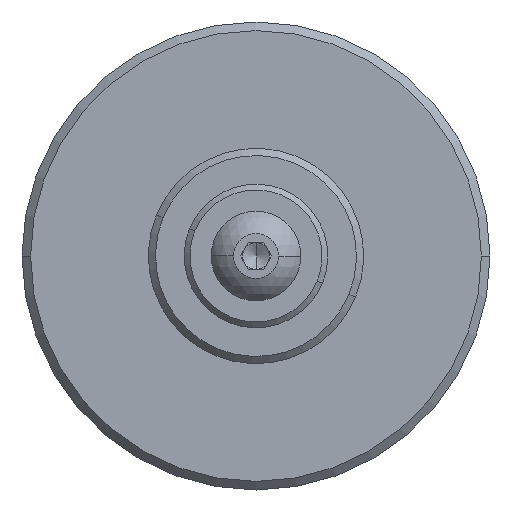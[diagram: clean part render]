
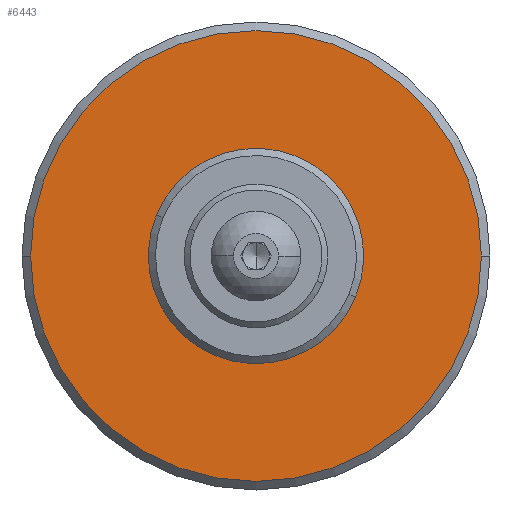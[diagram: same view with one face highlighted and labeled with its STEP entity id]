
A CAD part, left-side view. The second image highlights one B-rep face of the part: STEP entity #6443.
In plain terms, the highlighted planar face has unit normal (-1, 0, 0).
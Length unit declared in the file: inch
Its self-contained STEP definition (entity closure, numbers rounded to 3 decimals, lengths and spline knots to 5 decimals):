
#6350 = VERTEX_POINT ( 'NONE', #8943 ) ;
#6360 = EDGE_CURVE ( 'NONE', #6350, #6509, #8833, .T. ) ;
#6373 = EDGE_CURVE ( 'NONE', #7779, #6350, #8825, .T. ) ;
#6412 = EDGE_LOOP ( 'NONE', ( #6444, #6416, #6415, #6414, #6421, #6420 ) ) ;
#6413 = ORIENTED_EDGE ( 'NONE', *, *, #7630, .T. ) ;
#6414 = ORIENTED_EDGE ( 'NONE', *, *, #6417, .T. ) ;
#6415 = ORIENTED_EDGE ( 'NONE', *, *, #7615, .T. ) ;
#6416 = ORIENTED_EDGE ( 'NONE', *, *, #7792, .T. ) ;
#6417 = EDGE_CURVE ( 'NONE', #7741, #6446, #8743, .T. ) ;
#6420 = ORIENTED_EDGE ( 'NONE', *, *, #6360, .F. ) ;
#6421 = ORIENTED_EDGE ( 'NONE', *, *, #6493, .F. ) ;
#6435 = EDGE_LOOP ( 'NONE', ( #6445, #6413 ) ) ;
#6443 = ADVANCED_FACE ( 'NONE', ( #9210, #9208 ), #9204, .F. ) ;
#6444 = ORIENTED_EDGE ( 'NONE', *, *, #6373, .F. ) ;
#6445 = ORIENTED_EDGE ( 'NONE', *, *, #6494, .T. ) ;
#6446 = VERTEX_POINT ( 'NONE', #9202 ) ;
#6493 = EDGE_CURVE ( 'NONE', #6509, #6446, #9006, .T. ) ;
#6494 = EDGE_CURVE ( 'NONE', #7632, #7631, #9018, .T. ) ;
#6509 = VERTEX_POINT ( 'NONE', #9021 ) ;
#7615 = EDGE_CURVE ( 'NONE', #7751, #7741, #11336, .T. ) ;
#7630 = EDGE_CURVE ( 'NONE', #7631, #7632, #11319, .T. ) ;
#7631 = VERTEX_POINT ( 'NONE', #11399 ) ;
#7632 = VERTEX_POINT ( 'NONE', #11398 ) ;
#7741 = VERTEX_POINT ( 'NONE', #11446 ) ;
#7751 = VERTEX_POINT ( 'NONE', #11465 ) ;
#7779 = VERTEX_POINT ( 'NONE', #11604 ) ;
#7792 = EDGE_CURVE ( 'NONE', #7779, #7751, #11025, .T. ) ;
#8738 = DIRECTION ( 'NONE',  ( 0., -1., 0. ) ) ;
#8739 = DIRECTION ( 'NONE',  ( 1., 0., 0. ) ) ;
#8740 = CARTESIAN_POINT ( 'NONE',  ( -2.38, 0., 0. ) ) ;
#8743 = CIRCLE ( 'NONE', #8749, 0.21 ) ;
#8749 = AXIS2_PLACEMENT_3D ( 'NONE', #8740, #8739, #8738 ) ;
#8817 = DIRECTION ( 'NONE',  ( 0., 0., -1. ) ) ;
#8818 = VECTOR ( 'NONE', #8817, 39.37008 ) ;
#8824 = CARTESIAN_POINT ( 'NONE',  ( -2.38, 0.04725, -0.234 ) ) ;
#8825 = LINE ( 'NONE', #8824, #8818 ) ;
#8830 = DIRECTION ( 'NONE',  ( 0., -1., 0. ) ) ;
#8831 = VECTOR ( 'NONE', #8830, 39.37008 ) ;
#8832 = CARTESIAN_POINT ( 'NONE',  ( -2.38, -0.04725, -0.234 ) ) ;
#8833 = LINE ( 'NONE', #8832, #8831 ) ;
#8943 = CARTESIAN_POINT ( 'NONE',  ( -2.38, 0.04725, -0.234 ) ) ;
#8997 = DIRECTION ( 'NONE',  ( 0., -1., 0. ) ) ;
#8998 = DIRECTION ( 'NONE',  ( -1., 0., 0. ) ) ;
#9003 = DIRECTION ( 'NONE',  ( 0., 0., 1. ) ) ;
#9004 = VECTOR ( 'NONE', #9003, 39.37008 ) ;
#9005 = CARTESIAN_POINT ( 'NONE',  ( -2.38, -0.04725, -0.1799 ) ) ;
#9006 = LINE ( 'NONE', #9005, #9004 ) ;
#9018 = CIRCLE ( 'NONE', #9023, 0.785 ) ;
#9021 = CARTESIAN_POINT ( 'NONE',  ( -2.38, -0.04725, -0.234 ) ) ;
#9023 = AXIS2_PLACEMENT_3D ( 'NONE', #9147, #8998, #8997 ) ;
#9147 = CARTESIAN_POINT ( 'NONE',  ( -2.38, 0., 0. ) ) ;
#9191 = DIRECTION ( 'NONE',  ( 0., -1., 0. ) ) ;
#9202 = CARTESIAN_POINT ( 'NONE',  ( -2.38, -0.04725, -0.20462 ) ) ;
#9203 = AXIS2_PLACEMENT_3D ( 'NONE', #9207, #9206, #9191 ) ;
#9204 = PLANE ( 'NONE',  #9203 ) ;
#9206 = DIRECTION ( 'NONE',  ( 1., 0., 0. ) ) ;
#9207 = CARTESIAN_POINT ( 'NONE',  ( -2.38, 0., 0. ) ) ;
#9208 = FACE_BOUND ( 'NONE', #6412, .T. ) ;
#9210 = FACE_OUTER_BOUND ( 'NONE', #6435, .T. ) ;
#11003 = DIRECTION ( 'NONE',  ( 0., -1., 0. ) ) ;
#11015 = AXIS2_PLACEMENT_3D ( 'NONE', #11023, #11022, #11003 ) ;
#11022 = DIRECTION ( 'NONE',  ( 1., 0., 0. ) ) ;
#11023 = CARTESIAN_POINT ( 'NONE',  ( -2.38, 0., 0. ) ) ;
#11025 = CIRCLE ( 'NONE', #11015, 0.21 ) ;
#11317 = AXIS2_PLACEMENT_3D ( 'NONE', #11397, #11389, #11388 ) ;
#11319 = CIRCLE ( 'NONE', #11317, 0.785 ) ;
#11332 = DIRECTION ( 'NONE',  ( 0., -1., 0. ) ) ;
#11333 = DIRECTION ( 'NONE',  ( 1., 0., 0. ) ) ;
#11334 = CARTESIAN_POINT ( 'NONE',  ( -2.38, 0., 0. ) ) ;
#11335 = AXIS2_PLACEMENT_3D ( 'NONE', #11334, #11333, #11332 ) ;
#11336 = CIRCLE ( 'NONE', #11335, 0.21 ) ;
#11388 = DIRECTION ( 'NONE',  ( 0., -1., 0. ) ) ;
#11389 = DIRECTION ( 'NONE',  ( -1., 0., 0. ) ) ;
#11397 = CARTESIAN_POINT ( 'NONE',  ( -2.38, 0., 0. ) ) ;
#11398 = CARTESIAN_POINT ( 'NONE',  ( -2.38, -0.785, 0. ) ) ;
#11399 = CARTESIAN_POINT ( 'NONE',  ( -2.38, 0.785, 0. ) ) ;
#11446 = CARTESIAN_POINT ( 'NONE',  ( -2.38, -0.21, 0. ) ) ;
#11465 = CARTESIAN_POINT ( 'NONE',  ( -2.38, 0.21, 0. ) ) ;
#11604 = CARTESIAN_POINT ( 'NONE',  ( -2.38, 0.04725, -0.20462 ) ) ;
